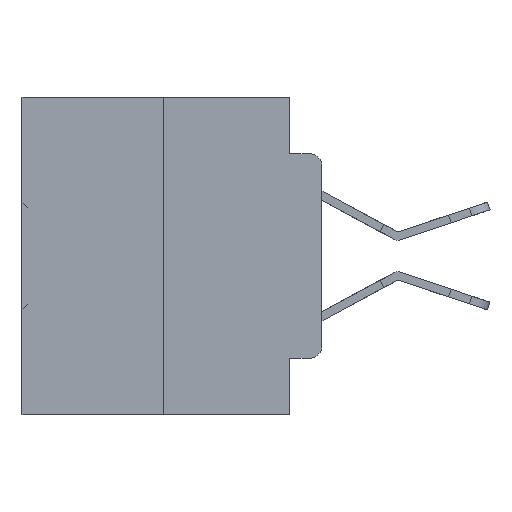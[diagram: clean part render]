
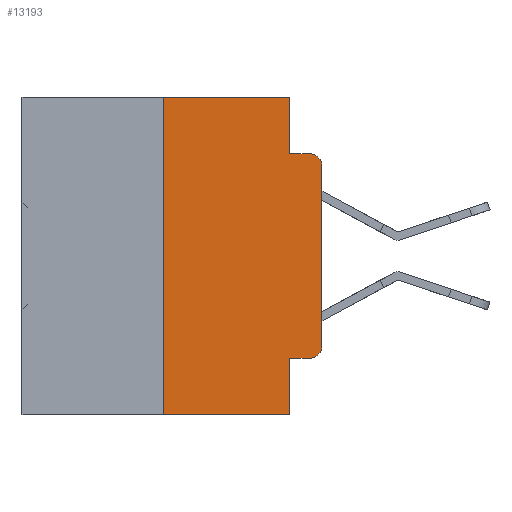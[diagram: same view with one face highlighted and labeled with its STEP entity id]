
A CAD part, left-side view. The second image highlights one B-rep face of the part: STEP entity #13193.
In plain terms, the highlighted planar face has unit normal (-1, 0, 0).
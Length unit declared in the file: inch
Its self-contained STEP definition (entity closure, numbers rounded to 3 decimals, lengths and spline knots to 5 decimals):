
#86 = VERTEX_POINT ( 'NONE', #2598 ) ;
#376 = DIRECTION ( 'NONE',  ( -1., 0., 0. ) ) ;
#503 = VERTEX_POINT ( 'NONE', #28086 ) ;
#1125 = CARTESIAN_POINT ( 'NONE',  ( 0., 0.051, -0.4115 ) ) ;
#1136 = CARTESIAN_POINT ( 'NONE',  ( 0., 0., 0. ) ) ;
#1898 = CARTESIAN_POINT ( 'NONE',  ( 0., 0.051, 0. ) ) ;
#2048 = ORIENTED_EDGE ( 'NONE', *, *, #11621, .T. ) ;
#2598 = CARTESIAN_POINT ( 'NONE',  ( 0., 0., -0.1085 ) ) ;
#3102 = DIRECTION ( 'NONE',  ( 0., 0., 1. ) ) ;
#3150 = ORIENTED_EDGE ( 'NONE', *, *, #9278, .F. ) ;
#3650 = CARTESIAN_POINT ( 'NONE',  ( 0., 0.051, -0.0885 ) ) ;
#4153 = PLANE ( 'NONE',  #7282 ) ;
#4605 = ORIENTED_EDGE ( 'NONE', *, *, #15587, .F. ) ;
#4644 = ORIENTED_EDGE ( 'NONE', *, *, #28649, .T. ) ;
#5712 = LINE ( 'NONE', #14160, #11881 ) ;
#6664 = CARTESIAN_POINT ( 'NONE',  ( 0., 0.473, 0. ) ) ;
#7016 = DIRECTION ( 'NONE',  ( 1., 0., 0. ) ) ;
#7271 = VECTOR ( 'NONE', #19004, 39.37008 ) ;
#7273 = FACE_OUTER_BOUND ( 'NONE', #21773, .T. ) ;
#7282 = AXIS2_PLACEMENT_3D ( 'NONE', #6664, #7016, #18281 ) ;
#9278 = EDGE_CURVE ( 'NONE', #22042, #35960, #32521, .T. ) ;
#9376 = CIRCLE ( 'NONE', #29626, 0.02 ) ;
#9653 = DIRECTION ( 'NONE',  ( 0., -1., 0. ) ) ;
#10576 = DIRECTION ( 'NONE',  ( 0., -1., 0. ) ) ;
#10645 = EDGE_CURVE ( 'NONE', #13283, #17398, #5712, .T. ) ;
#11102 = ORIENTED_EDGE ( 'NONE', *, *, #30494, .T. ) ;
#11417 = LINE ( 'NONE', #1125, #18081 ) ;
#11600 = VERTEX_POINT ( 'NONE', #28583 ) ;
#11621 = EDGE_CURVE ( 'NONE', #86, #35960, #12254, .T. ) ;
#11881 = VECTOR ( 'NONE', #33757, 39.37008 ) ;
#12254 = CIRCLE ( 'NONE', #29325, 0.02 ) ;
#12296 = LINE ( 'NONE', #13303, #36781 ) ;
#13193 = ADVANCED_FACE ( 'NONE', ( #7273 ), #4153, .F. ) ;
#13283 = VERTEX_POINT ( 'NONE', #22288 ) ;
#13303 = CARTESIAN_POINT ( 'NONE',  ( 0., 0.473, -0.5 ) ) ;
#13401 = ORIENTED_EDGE ( 'NONE', *, *, #25875, .T. ) ;
#14160 = CARTESIAN_POINT ( 'NONE',  ( 0., 0.473, 0. ) ) ;
#14394 = ORIENTED_EDGE ( 'NONE', *, *, #15360, .T. ) ;
#14626 = EDGE_CURVE ( 'NONE', #17398, #22042, #32002, .T. ) ;
#15360 = EDGE_CURVE ( 'NONE', #16033, #35616, #9376, .T. ) ;
#15587 = EDGE_CURVE ( 'NONE', #11600, #13283, #21377, .T. ) ;
#15969 = ORIENTED_EDGE ( 'NONE', *, *, #24502, .F. ) ;
#16033 = VERTEX_POINT ( 'NONE', #19690 ) ;
#16311 = CARTESIAN_POINT ( 'NONE',  ( 0., 0.02, -0.0885 ) ) ;
#17398 = VERTEX_POINT ( 'NONE', #19265 ) ;
#18081 = VECTOR ( 'NONE', #9653, 39.37008 ) ;
#18281 = DIRECTION ( 'NONE',  ( 0., 0., -1. ) ) ;
#19004 = DIRECTION ( 'NONE',  ( 0., 0., -1. ) ) ;
#19265 = CARTESIAN_POINT ( 'NONE',  ( 0., 0.051, 0. ) ) ;
#19467 = DIRECTION ( 'NONE',  ( 0., 0., -1. ) ) ;
#19690 = CARTESIAN_POINT ( 'NONE',  ( 0., 0.02, -0.4115 ) ) ;
#19721 = CARTESIAN_POINT ( 'NONE',  ( 0., 0.25, 0. ) ) ;
#20129 = CARTESIAN_POINT ( 'NONE',  ( 0., 0.051, -0.5 ) ) ;
#20559 = VECTOR ( 'NONE', #29248, 39.37008 ) ;
#20758 = VERTEX_POINT ( 'NONE', #20129 ) ;
#21377 = LINE ( 'NONE', #19721, #22702 ) ;
#21773 = EDGE_LOOP ( 'NONE', ( #13401, #2048, #3150, #26529, #34730, #4605, #4644, #15969, #11102, #14394 ) ) ;
#22042 = VERTEX_POINT ( 'NONE', #3650 ) ;
#22288 = CARTESIAN_POINT ( 'NONE',  ( 0., 0.25, 0. ) ) ;
#22702 = VECTOR ( 'NONE', #3102, 39.37008 ) ;
#23525 = CARTESIAN_POINT ( 'NONE',  ( 0., 0.02, -0.1085 ) ) ;
#24475 = VECTOR ( 'NONE', #36282, 39.37008 ) ;
#24502 = EDGE_CURVE ( 'NONE', #503, #20758, #30771, .T. ) ;
#24839 = DIRECTION ( 'NONE',  ( 0., 0., -1. ) ) ;
#25875 = EDGE_CURVE ( 'NONE', #35616, #86, #35633, .T. ) ;
#26397 = CARTESIAN_POINT ( 'NONE',  ( 0., 0., -0.3915 ) ) ;
#26529 = ORIENTED_EDGE ( 'NONE', *, *, #14626, .F. ) ;
#26780 = VECTOR ( 'NONE', #34992, 39.37008 ) ;
#28086 = CARTESIAN_POINT ( 'NONE',  ( 0., 0.051, -0.4115 ) ) ;
#28583 = CARTESIAN_POINT ( 'NONE',  ( 0., 0.25, -0.5 ) ) ;
#28649 = EDGE_CURVE ( 'NONE', #11600, #20758, #12296, .T. ) ;
#29248 = DIRECTION ( 'NONE',  ( 0., 0., 1. ) ) ;
#29325 = AXIS2_PLACEMENT_3D ( 'NONE', #23525, #376, #24839 ) ;
#29626 = AXIS2_PLACEMENT_3D ( 'NONE', #36111, #33726, #19467 ) ;
#30494 = EDGE_CURVE ( 'NONE', #503, #16033, #11417, .T. ) ;
#30771 = LINE ( 'NONE', #1898, #7271 ) ;
#32002 = LINE ( 'NONE', #36413, #24475 ) ;
#32521 = LINE ( 'NONE', #35113, #26780 ) ;
#33726 = DIRECTION ( 'NONE',  ( -1., 0., 0. ) ) ;
#33757 = DIRECTION ( 'NONE',  ( 0., -1., 0. ) ) ;
#34730 = ORIENTED_EDGE ( 'NONE', *, *, #10645, .F. ) ;
#34992 = DIRECTION ( 'NONE',  ( 0., -1., 0. ) ) ;
#35113 = CARTESIAN_POINT ( 'NONE',  ( 0., 0.051, -0.0885 ) ) ;
#35616 = VERTEX_POINT ( 'NONE', #26397 ) ;
#35633 = LINE ( 'NONE', #1136, #20559 ) ;
#35960 = VERTEX_POINT ( 'NONE', #16311 ) ;
#36111 = CARTESIAN_POINT ( 'NONE',  ( 0., 0.02, -0.3915 ) ) ;
#36282 = DIRECTION ( 'NONE',  ( 0., 0., -1. ) ) ;
#36413 = CARTESIAN_POINT ( 'NONE',  ( 0., 0.051, 0. ) ) ;
#36781 = VECTOR ( 'NONE', #10576, 39.37008 ) ;
